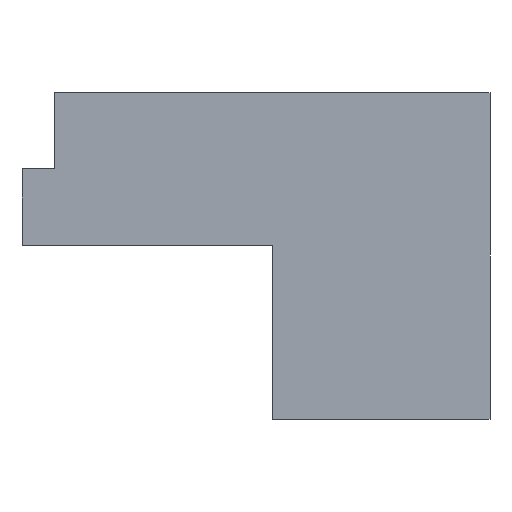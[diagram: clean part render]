
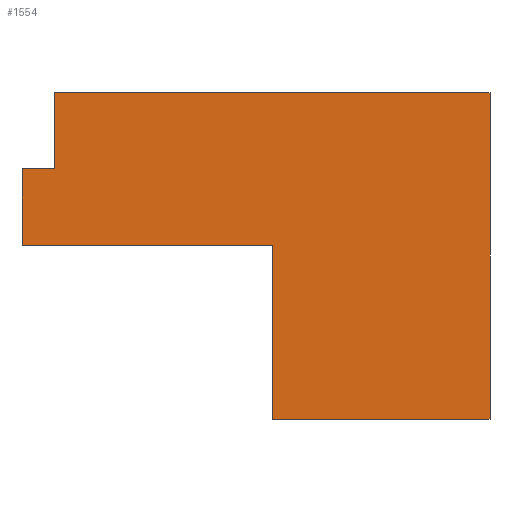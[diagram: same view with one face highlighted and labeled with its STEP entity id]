
A CAD part, front view. The second image highlights one B-rep face of the part: STEP entity #1554.
In plain terms, the highlighted planar face has unit normal (0, -1, 0).
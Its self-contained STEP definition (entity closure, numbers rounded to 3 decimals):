
#35=PLANE('',#1663);
#134=FACE_OUTER_BOUND('',#224,.T.);
#224=EDGE_LOOP('',(#1374,#1375,#1376,#1377,#1378,#1379,#1380,#1381));
#420=LINE('',#3928,#518);
#421=LINE('',#3931,#519);
#427=LINE('',#5739,#525);
#434=LINE('',#6194,#532);
#441=LINE('',#6206,#539);
#447=LINE('',#6219,#545);
#448=LINE('',#6221,#546);
#449=LINE('',#6222,#547);
#518=VECTOR('',#1885,10.);
#519=VECTOR('',#1888,10.);
#525=VECTOR('',#1908,10.);
#532=VECTOR('',#1921,10.);
#539=VECTOR('',#1932,10.);
#545=VECTOR('',#1946,10.);
#546=VECTOR('',#1949,10.);
#547=VECTOR('',#1950,10.);
#676=VERTEX_POINT('',#3922);
#678=VERTEX_POINT('',#3926);
#679=VERTEX_POINT('',#3930);
#685=VERTEX_POINT('',#5736);
#686=VERTEX_POINT('',#5738);
#690=VERTEX_POINT('',#6190);
#692=VERTEX_POINT('',#6193);
#698=VERTEX_POINT('',#6217);
#885=EDGE_CURVE('',#678,#676,#420,.T.);
#886=EDGE_CURVE('',#676,#679,#421,.T.);
#907=EDGE_CURVE('',#685,#686,#427,.T.);
#916=EDGE_CURVE('',#690,#692,#434,.T.);
#923=EDGE_CURVE('',#692,#678,#441,.T.);
#929=EDGE_CURVE('',#698,#686,#447,.T.);
#930=EDGE_CURVE('',#690,#698,#448,.T.);
#931=EDGE_CURVE('',#679,#685,#449,.T.);
#1374=ORIENTED_EDGE('',*,*,#930,.T.);
#1375=ORIENTED_EDGE('',*,*,#929,.T.);
#1376=ORIENTED_EDGE('',*,*,#907,.F.);
#1377=ORIENTED_EDGE('',*,*,#931,.F.);
#1378=ORIENTED_EDGE('',*,*,#886,.F.);
#1379=ORIENTED_EDGE('',*,*,#885,.F.);
#1380=ORIENTED_EDGE('',*,*,#923,.F.);
#1381=ORIENTED_EDGE('',*,*,#916,.F.);
#1554=ADVANCED_FACE('',(#134),#35,.T.);
#1663=AXIS2_PLACEMENT_3D('',#6220,#1947,#1948);
#1885=DIRECTION('',(1.,0.,0.));
#1888=DIRECTION('',(0.,0.,1.));
#1908=DIRECTION('',(0.,0.,-1.));
#1921=DIRECTION('',(-1.,0.,0.));
#1932=DIRECTION('',(0.,0.,1.));
#1946=DIRECTION('',(1.,0.,0.));
#1947=DIRECTION('center_axis',(0.,-1.,0.));
#1948=DIRECTION('ref_axis',(0.,0.,-1.));
#1949=DIRECTION('',(0.,0.,-1.));
#1950=DIRECTION('',(1.,0.,0.));
#3922=CARTESIAN_POINT('',(236.6,0.,17.5));
#3926=CARTESIAN_POINT('',(235.1,0.,17.5));
#3928=CARTESIAN_POINT('',(246.6,0.,17.5));
#3930=CARTESIAN_POINT('',(236.6,0.,21.));
#3931=CARTESIAN_POINT('',(236.6,0.,6.));
#5736=CARTESIAN_POINT('',(256.6,0.,21.));
#5738=CARTESIAN_POINT('',(256.6,0.,6.));
#5739=CARTESIAN_POINT('',(256.6,0.,6.));
#6190=CARTESIAN_POINT('',(246.6,0.,14.));
#6193=CARTESIAN_POINT('',(235.1,0.,14.));
#6194=CARTESIAN_POINT('',(246.6,0.,14.));
#6206=CARTESIAN_POINT('',(235.1,0.,6.));
#6217=CARTESIAN_POINT('',(246.6,0.,6.));
#6219=CARTESIAN_POINT('',(246.6,0.,6.));
#6220=CARTESIAN_POINT('Origin',(246.6,0.,21.));
#6221=CARTESIAN_POINT('',(246.6,0.,6.));
#6222=CARTESIAN_POINT('',(246.6,0.,21.));
